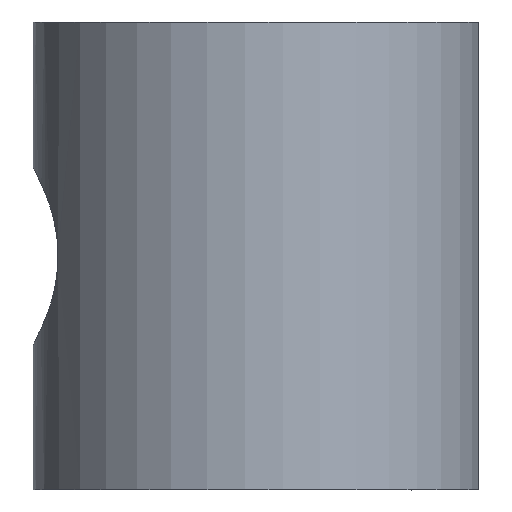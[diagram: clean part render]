
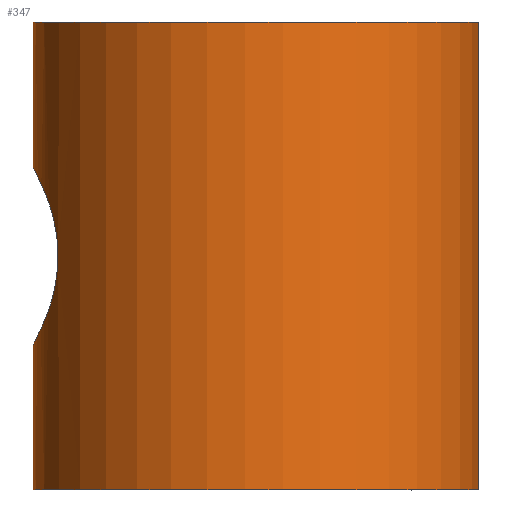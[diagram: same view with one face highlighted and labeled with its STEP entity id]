
A CAD part, left-side view. The second image highlights one B-rep face of the part: STEP entity #347.
In plain terms, the highlighted cylindrical face has radius 2 mm (diameter 4 mm), a partial arc.
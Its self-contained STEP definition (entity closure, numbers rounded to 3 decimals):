
#307=AXIS2_PLACEMENT_3D('Cylinder Axis2P3D',#304,#305,#306) ;
#311=AXIS2_PLACEMENT_3D('Circle Axis2P3D',#309,#310,$) ;
#327=AXIS2_PLACEMENT_3D('Circle Axis2P3D',#325,#326,$) ;
#108=CARTESIAN_POINT('Vertex',(2.896,3.788,2.484)) ;
#145=CARTESIAN_POINT('Vertex',(1.195,3.831,1.716)) ;
#149=CARTESIAN_POINT('Control Point',(1.195,3.831,1.716)) ;
#150=CARTESIAN_POINT('Control Point',(1.264,3.861,1.606)) ;
#151=CARTESIAN_POINT('Control Point',(1.359,3.899,1.508)) ;
#152=CARTESIAN_POINT('Control Point',(1.479,3.939,1.427)) ;
#153=CARTESIAN_POINT('Control Point',(1.758,4.,1.309)) ;
#154=CARTESIAN_POINT('Control Point',(2.079,4.008,1.285)) ;
#155=CARTESIAN_POINT('Control Point',(2.24,3.995,1.299)) ;
#156=CARTESIAN_POINT('Control Point',(2.541,3.938,1.376)) ;
#157=CARTESIAN_POINT('Control Point',(2.773,3.85,1.54)) ;
#158=CARTESIAN_POINT('Control Point',(2.864,3.806,1.641)) ;
#159=CARTESIAN_POINT('Control Point',(2.995,3.737,1.868)) ;
#160=CARTESIAN_POINT('Control Point',(3.019,3.72,2.123)) ;
#161=CARTESIAN_POINT('Control Point',(3.005,3.73,2.251)) ;
#162=CARTESIAN_POINT('Control Point',(2.922,3.779,2.495)) ;
#163=CARTESIAN_POINT('Control Point',(2.735,3.865,2.692)) ;
#164=CARTESIAN_POINT('Control Point',(2.617,3.91,2.773)) ;
#165=CARTESIAN_POINT('Control Point',(2.341,3.985,2.891)) ;
#166=CARTESIAN_POINT('Control Point',(2.022,4.01,2.915)) ;
#167=CARTESIAN_POINT('Control Point',(1.86,4.004,2.901)) ;
#168=CARTESIAN_POINT('Control Point',(1.556,3.962,2.824)) ;
#169=CARTESIAN_POINT('Control Point',(1.321,3.887,2.66)) ;
#170=CARTESIAN_POINT('Control Point',(1.227,3.847,2.559)) ;
#171=CARTESIAN_POINT('Control Point',(1.093,3.784,2.332)) ;
#172=CARTESIAN_POINT('Control Point',(1.068,3.769,2.077)) ;
#173=CARTESIAN_POINT('Control Point',(1.083,3.778,1.949)) ;
#174=CARTESIAN_POINT('Control Point',(1.126,3.8,1.827)) ;
#175=CARTESIAN_POINT('Control Point',(1.195,3.831,1.716)) ;
#269=CARTESIAN_POINT('Control Point',(1.195,3.831,1.716)) ;
#270=CARTESIAN_POINT('Control Point',(1.264,3.861,1.606)) ;
#271=CARTESIAN_POINT('Control Point',(1.359,3.899,1.508)) ;
#272=CARTESIAN_POINT('Control Point',(1.479,3.939,1.427)) ;
#273=CARTESIAN_POINT('Control Point',(1.758,4.,1.309)) ;
#274=CARTESIAN_POINT('Control Point',(2.079,4.008,1.285)) ;
#275=CARTESIAN_POINT('Control Point',(2.24,3.995,1.299)) ;
#276=CARTESIAN_POINT('Control Point',(2.541,3.938,1.376)) ;
#277=CARTESIAN_POINT('Control Point',(2.773,3.85,1.54)) ;
#278=CARTESIAN_POINT('Control Point',(2.864,3.806,1.641)) ;
#279=CARTESIAN_POINT('Control Point',(2.995,3.737,1.868)) ;
#280=CARTESIAN_POINT('Control Point',(3.019,3.72,2.123)) ;
#281=CARTESIAN_POINT('Control Point',(3.005,3.73,2.251)) ;
#282=CARTESIAN_POINT('Control Point',(2.922,3.779,2.495)) ;
#283=CARTESIAN_POINT('Control Point',(2.735,3.865,2.692)) ;
#284=CARTESIAN_POINT('Control Point',(2.617,3.91,2.773)) ;
#285=CARTESIAN_POINT('Control Point',(2.341,3.985,2.891)) ;
#286=CARTESIAN_POINT('Control Point',(2.022,4.01,2.915)) ;
#287=CARTESIAN_POINT('Control Point',(1.86,4.004,2.901)) ;
#288=CARTESIAN_POINT('Control Point',(1.556,3.962,2.824)) ;
#289=CARTESIAN_POINT('Control Point',(1.321,3.887,2.66)) ;
#290=CARTESIAN_POINT('Control Point',(1.227,3.847,2.559)) ;
#291=CARTESIAN_POINT('Control Point',(1.093,3.784,2.332)) ;
#292=CARTESIAN_POINT('Control Point',(1.068,3.769,2.077)) ;
#293=CARTESIAN_POINT('Control Point',(1.083,3.778,1.949)) ;
#294=CARTESIAN_POINT('Control Point',(1.126,3.8,1.827)) ;
#295=CARTESIAN_POINT('Control Point',(1.195,3.831,1.716)) ;
#304=CARTESIAN_POINT('Axis2P3D Location',(2.,2.,2.1)) ;
#309=CARTESIAN_POINT('Axis2P3D Location',(2.,2.,4.2)) ;
#313=CARTESIAN_POINT('Vertex',(2.05,0.001,4.2)) ;
#315=CARTESIAN_POINT('Vertex',(1.85,0.006,4.2)) ;
#318=CARTESIAN_POINT('Line Origine',(2.05,0.001,2.1)) ;
#322=CARTESIAN_POINT('Vertex',(2.05,0.001,0.)) ;
#325=CARTESIAN_POINT('Axis2P3D Location',(2.,2.,0.)) ;
#329=CARTESIAN_POINT('Vertex',(1.85,0.006,0.)) ;
#332=CARTESIAN_POINT('Line Origine',(1.85,0.006,2.1)) ;
#305=DIRECTION('Axis2P3D Direction',(0.,0.,1.)) ;
#306=DIRECTION('Axis2P3D XDirection',(-0.025,-1.,0.)) ;
#310=DIRECTION('Axis2P3D Direction',(0.,0.,1.)) ;
#319=DIRECTION('Vector Direction',(0.,0.,1.)) ;
#326=DIRECTION('Axis2P3D Direction',(0.,0.,1.)) ;
#333=DIRECTION('Vector Direction',(0.,0.,1.)) ;
#320=VECTOR('Line Direction',#319,1.) ;
#334=VECTOR('Line Direction',#333,1.) ;
#338=ORIENTED_EDGE('',*,*,#317,.F.) ;
#339=ORIENTED_EDGE('',*,*,#324,.F.) ;
#340=ORIENTED_EDGE('',*,*,#331,.T.) ;
#341=ORIENTED_EDGE('',*,*,#336,.T.) ;
#344=ORIENTED_EDGE('',*,*,#176,.F.) ;
#345=ORIENTED_EDGE('',*,*,#296,.F.) ;
#346=FACE_BOUND('',#343,.T.) ;
#347=ADVANCED_FACE('K\X2\00F6\X0\rper.3',(#342,#346),#308,.T.) ;
#148=B_SPLINE_CURVE_WITH_KNOTS('',5,(#149,#150,#151,#152,#153,#154,#155,#156,#157,#158,#159,#160,#161,#162,#163,#164,#165,#166,#167,#168,#169,#170,#171,#172,#173,#174,#175),.UNSPECIFIED.,.F.,.U.,(6,3,3,3,3,3,3,3,6),(0.4,1.028,1.657,2.285,2.913,3.542,4.17,4.798,5.427),.UNSPECIFIED.) ;
#268=B_SPLINE_CURVE_WITH_KNOTS('',5,(#269,#270,#271,#272,#273,#274,#275,#276,#277,#278,#279,#280,#281,#282,#283,#284,#285,#286,#287,#288,#289,#290,#291,#292,#293,#294,#295),.UNSPECIFIED.,.F.,.U.,(6,3,3,3,3,3,3,3,6),(0.4,1.028,1.657,2.285,2.913,3.542,4.17,4.798,5.427),.UNSPECIFIED.) ;
#312=CIRCLE('generated circle',#311,2.) ;
#328=CIRCLE('generated circle',#327,2.) ;
#308=CYLINDRICAL_SURFACE('generated cylinder',#307,2.) ;
#176=EDGE_CURVE('',#146,#109,#148,.F.) ;
#296=EDGE_CURVE('',#109,#146,#268,.F.) ;
#317=EDGE_CURVE('',#314,#316,#312,.T.) ;
#324=EDGE_CURVE('',#323,#314,#321,.T.) ;
#331=EDGE_CURVE('',#323,#330,#328,.T.) ;
#336=EDGE_CURVE('',#330,#316,#335,.T.) ;
#337=EDGE_LOOP('',(#338,#339,#340,#341)) ;
#343=EDGE_LOOP('',(#344,#345)) ;
#342=FACE_OUTER_BOUND('',#337,.T.) ;
#321=LINE('Line',#318,#320) ;
#335=LINE('Line',#332,#334) ;
#109=VERTEX_POINT('',#108) ;
#146=VERTEX_POINT('',#145) ;
#314=VERTEX_POINT('',#313) ;
#316=VERTEX_POINT('',#315) ;
#323=VERTEX_POINT('',#322) ;
#330=VERTEX_POINT('',#329) ;
